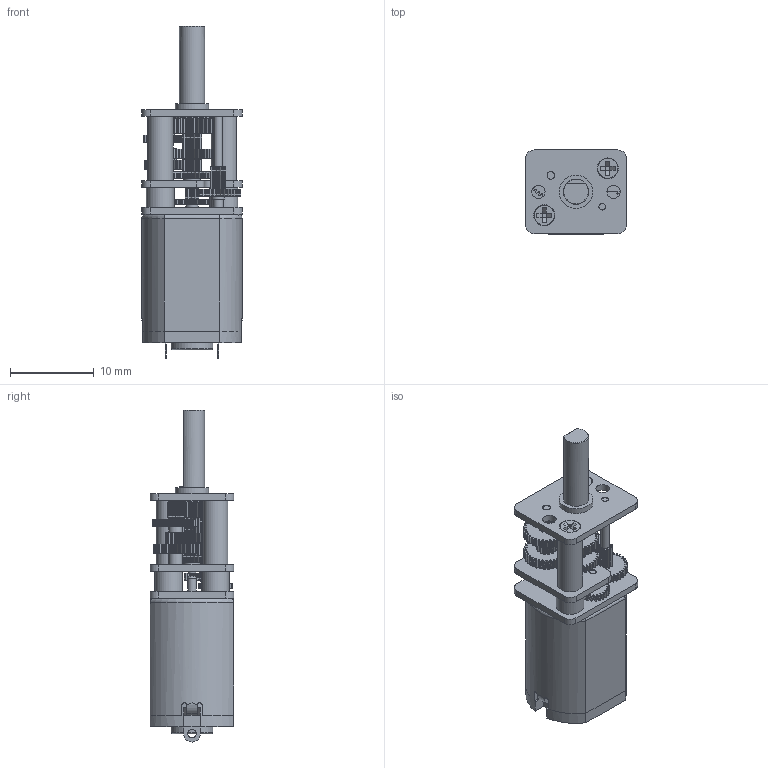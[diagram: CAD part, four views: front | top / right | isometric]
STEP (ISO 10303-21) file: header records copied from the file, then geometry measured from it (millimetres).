
FILE_DESCRIPTION (( 'STEP AP214' ), '1' );
FILE_NAME ('micro-metal-gearmotor-1000-carbon.step', '2015-10-14T23:47:31', ( '' ), ( '' ), 'SwSTEP 2.0', 'SolidWorks 2015', '' );
FILE_SCHEMA (( 'AUTOMOTIVE_DESIGN' ));
Length unit declared in the file: millimetre
Products named in the file (1): micro-metal-gearmotor-1000-carbon
Bounding box: 12 x 10 x 39.7 mm (x, y, z)
Volume: 2260.3 mm3; surface area: 2511.5 mm2
Topology: 1 solids, 7 shells, 2684 faces, 8051 edges, 5430 vertices
Faces by surface type: cylinder 1420, plane 911, bspline 345, cone 4, torus 4
Full cylindrical faces by diameter (mm): 0.7 x1, 0.8 x3, 0.9 x3, 1 x4, 1.1 x3, 1.2 x2, 1.4 x2, 1.45 x2, 1.5 x2, 1.6 x6, 2 x7, 2.4 x2, 3 x4, 3.3 x2, 4 x2, 5 x2
Entity records: 140976 total; most frequent: CARTESIAN_POINT 49788, ORIENTED_EDGE 15942, DIRECTION 8372, EDGE_CURVE 7971, VERTEX_POINT 5406, B_SPLINE_CURVE_WITH_KNOTS 5331, AXIS2_PLACEMENT_3D 3399, EDGE_LOOP 2839
